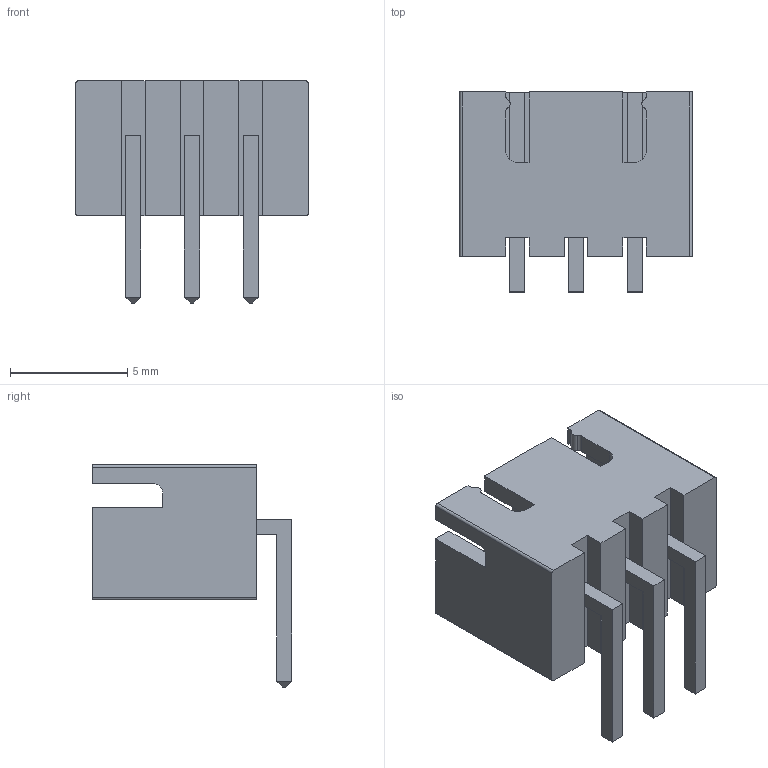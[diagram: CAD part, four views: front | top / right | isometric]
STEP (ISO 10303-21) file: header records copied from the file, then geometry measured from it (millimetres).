
FILE_DESCRIPTION (( 'STEP AP214' ), '1' );
FILE_NAME ('JST-XH-3A_Scalable.STEP', '2025-05-21T04:06:42', ( '' ), ( '' ), 'SwSTEP 2.0', 'SolidWorks 2020', '' );
FILE_SCHEMA (( 'AUTOMOTIVE_DESIGN' ));
Length unit declared in the file: millimetre
Products named in the file (1): JST-XH-3A_Scalable
Bounding box: 9.9 x 8.5 x 9.46 mm (x, y, z)
Volume: 219.8 mm3; surface area: 579 mm2
Topology: 1 solids, 1 shells, 101 faces, 267 edges, 174 vertices
Faces by surface type: plane 86, cylinder 15
Entity records: 3439 total; most frequent: CARTESIAN_POINT 543, ORIENTED_EDGE 534, DIRECTION 501, EDGE_CURVE 267, VECTOR 237, LINE 237, VERTEX_POINT 174, AXIS2_PLACEMENT_3D 132
